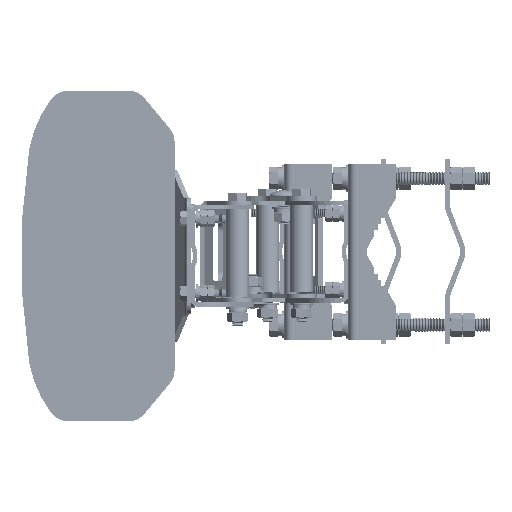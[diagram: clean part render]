
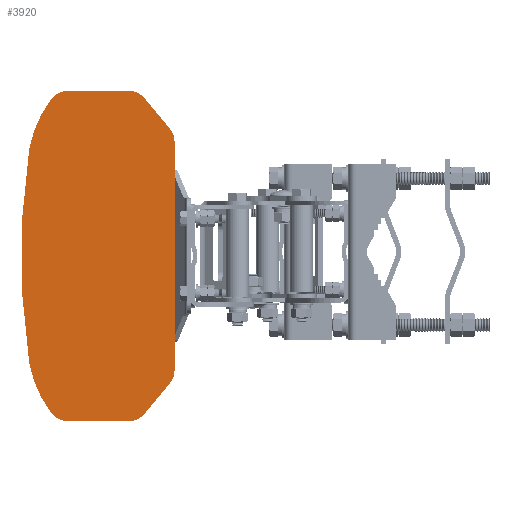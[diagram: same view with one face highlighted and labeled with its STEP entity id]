
A CAD part, left-side view. The second image highlights one B-rep face of the part: STEP entity #3920.
In plain terms, the highlighted planar face has unit normal (-1, 0, 0).
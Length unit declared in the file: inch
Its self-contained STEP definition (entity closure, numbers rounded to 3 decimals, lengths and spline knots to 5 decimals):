
#3920 = ADVANCED_FACE ( 'NONE', ( #65756 ), #63986, .T. ) ;
#11283 = ORIENTED_EDGE ( 'NONE', *, *, #20643, .F. ) ;
#11285 = ORIENTED_EDGE ( 'NONE', *, *, #20640, .F. ) ;
#11287 = ORIENTED_EDGE ( 'NONE', *, *, #20634, .F. ) ;
#11289 = ORIENTED_EDGE ( 'NONE', *, *, #20628, .F. ) ;
#11291 = ORIENTED_EDGE ( 'NONE', *, *, #20621, .F. ) ;
#11293 = ORIENTED_EDGE ( 'NONE', *, *, #20616, .F. ) ;
#11295 = ORIENTED_EDGE ( 'NONE', *, *, #20611, .F. ) ;
#11297 = ORIENTED_EDGE ( 'NONE', *, *, #20607, .F. ) ;
#11299 = ORIENTED_EDGE ( 'NONE', *, *, #20600, .F. ) ;
#11301 = ORIENTED_EDGE ( 'NONE', *, *, #20594, .F. ) ;
#11303 = ORIENTED_EDGE ( 'NONE', *, *, #20589, .F. ) ;
#11305 = ORIENTED_EDGE ( 'NONE', *, *, #20581, .F. ) ;
#11316 = ORIENTED_EDGE ( 'NONE', *, *, #20653, .F. ) ;
#12265 = ORIENTED_EDGE ( 'NONE', *, *, #20650, .F. ) ;
#20581 = EDGE_CURVE ( 'NONE', #23850, #23856, #87537, .T. ) ;
#20589 = EDGE_CURVE ( 'NONE', #23854, #23850, #87542, .T. ) ;
#20594 = EDGE_CURVE ( 'NONE', #23862, #23854, #87548, .T. ) ;
#20600 = EDGE_CURVE ( 'NONE', #23866, #23862, #87555, .T. ) ;
#20607 = EDGE_CURVE ( 'NONE', #23870, #23866, #87562, .T. ) ;
#20611 = EDGE_CURVE ( 'NONE', #23874, #23870, #87569, .T. ) ;
#20616 = EDGE_CURVE ( 'NONE', #23878, #23874, #87576, .T. ) ;
#20621 = EDGE_CURVE ( 'NONE', #23882, #23878, #87583, .T. ) ;
#20628 = EDGE_CURVE ( 'NONE', #23886, #23882, #87590, .T. ) ;
#20634 = EDGE_CURVE ( 'NONE', #23890, #23886, #87597, .T. ) ;
#20640 = EDGE_CURVE ( 'NONE', #23894, #23890, #87603, .T. ) ;
#20643 = EDGE_CURVE ( 'NONE', #23898, #23894, #87608, .T. ) ;
#20650 = EDGE_CURVE ( 'NONE', #23902, #23898, #87614, .T. ) ;
#20653 = EDGE_CURVE ( 'NONE', #23856, #23902, #87623, .T. ) ;
#23850 = VERTEX_POINT ( 'NONE', #54596 ) ;
#23854 = VERTEX_POINT ( 'NONE', #54598 ) ;
#23856 = VERTEX_POINT ( 'NONE', #54599 ) ;
#23862 = VERTEX_POINT ( 'NONE', #54602 ) ;
#23866 = VERTEX_POINT ( 'NONE', #54604 ) ;
#23870 = VERTEX_POINT ( 'NONE', #54606 ) ;
#23874 = VERTEX_POINT ( 'NONE', #54608 ) ;
#23878 = VERTEX_POINT ( 'NONE', #54610 ) ;
#23882 = VERTEX_POINT ( 'NONE', #54612 ) ;
#23886 = VERTEX_POINT ( 'NONE', #54614 ) ;
#23890 = VERTEX_POINT ( 'NONE', #54616 ) ;
#23894 = VERTEX_POINT ( 'NONE', #54618 ) ;
#23898 = VERTEX_POINT ( 'NONE', #54620 ) ;
#23902 = VERTEX_POINT ( 'NONE', #54622 ) ;
#46858 = EDGE_LOOP ( 'NONE', ( #11305, #11303, #11301, #11299, #11297, #11295, #11293, #11291, #11289, #11287, #11285, #11283, #12265, #11316 ) ) ;
#54596 = CARTESIAN_POINT ( 'NONE',  ( -61.8125, 1.02512, -5.41764 ) ) ;
#54598 = CARTESIAN_POINT ( 'NONE',  ( -61.8125, 0.17383, -4.3961 ) ) ;
#54599 = CARTESIAN_POINT ( 'NONE',  ( -61.8125, 1.60128, -5.6875 ) ) ;
#54602 = CARTESIAN_POINT ( 'NONE',  ( -61.8125, 0., -3.91596 ) ) ;
#54604 = CARTESIAN_POINT ( 'NONE',  ( -61.8125, 0., 3.91596 ) ) ;
#54606 = CARTESIAN_POINT ( 'NONE',  ( -61.8125, 0.17383, 4.3961 ) ) ;
#54608 = CARTESIAN_POINT ( 'NONE',  ( -61.8125, 1.02512, 5.41764 ) ) ;
#54610 = CARTESIAN_POINT ( 'NONE',  ( -61.8125, 1.60128, 5.6875 ) ) ;
#54612 = CARTESIAN_POINT ( 'NONE',  ( -61.8125, 3.65072, 5.6875 ) ) ;
#54614 = CARTESIAN_POINT ( 'NONE',  ( -61.8125, 4.24841, 5.39056 ) ) ;
#54616 = CARTESIAN_POINT ( 'NONE',  ( -61.8125, 5., 3.6875 ) ) ;
#54618 = CARTESIAN_POINT ( 'NONE',  ( -61.8125, 5., -3.6875 ) ) ;
#54620 = CARTESIAN_POINT ( 'NONE',  ( -61.8125, 4.24841, -5.39056 ) ) ;
#54622 = CARTESIAN_POINT ( 'NONE',  ( -61.8125, 3.65072, -5.6875 ) ) ;
#60940 = AXIS2_PLACEMENT_3D ( 'NONE', #64015, #64017, #64019 ) ;
#63060 = AXIS2_PLACEMENT_3D ( 'NONE', #86426, #86427, #86428 ) ;
#63062 = AXIS2_PLACEMENT_3D ( 'NONE', #86442, #86443, #86444 ) ;
#63064 = AXIS2_PLACEMENT_3D ( 'NONE', #86456, #86457, #86458 ) ;
#63066 = AXIS2_PLACEMENT_3D ( 'NONE', #86470, #86471, #86472 ) ;
#63068 = AXIS2_PLACEMENT_3D ( 'NONE', #86482, #86483, #86484 ) ;
#63070 = AXIS2_PLACEMENT_3D ( 'NONE', #86490, #86491, #86492 ) ;
#63072 = AXIS2_PLACEMENT_3D ( 'NONE', #86498, #86499, #86500 ) ;
#63074 = AXIS2_PLACEMENT_3D ( 'NONE', #86506, #86507, #86508 ) ;
#63076 = AXIS2_PLACEMENT_3D ( 'NONE', #86514, #86515, #86516 ) ;
#63986 = PLANE ( 'NONE',  #60940 ) ;
#64015 = CARTESIAN_POINT ( 'NONE',  ( -61.8125, 1.60128, -4.9375 ) ) ;
#64017 = DIRECTION ( 'NONE',  ( -1., 0., 0. ) ) ;
#64019 = DIRECTION ( 'NONE',  ( 0., 0., 1. ) ) ;
#65756 = FACE_OUTER_BOUND ( 'NONE', #46858, .T. ) ;
#86424 = CARTESIAN_POINT ( 'NONE',  ( -61.8125, 0.17383, -4.3961 ) ) ;
#86426 = CARTESIAN_POINT ( 'NONE',  ( -61.8125, 1.60128, -4.9375 ) ) ;
#86427 = DIRECTION ( 'NONE',  ( 1., 0., 0. ) ) ;
#86428 = DIRECTION ( 'NONE',  ( 0., 0., 1. ) ) ;
#86434 = DIRECTION ( 'NONE',  ( 0., 0.64, -0.768 ) ) ;
#86441 = CARTESIAN_POINT ( 'NONE',  ( -61.8125, 0., 3.91596 ) ) ;
#86442 = CARTESIAN_POINT ( 'NONE',  ( -61.8125, 0.75, -3.91596 ) ) ;
#86443 = DIRECTION ( 'NONE',  ( 1., 0., 0. ) ) ;
#86444 = DIRECTION ( 'NONE',  ( 0., 0., -1. ) ) ;
#86448 = DIRECTION ( 'NONE',  ( 0., 0., -1. ) ) ;
#86455 = CARTESIAN_POINT ( 'NONE',  ( -61.8125, 1.02512, 5.41764 ) ) ;
#86456 = CARTESIAN_POINT ( 'NONE',  ( -61.8125, 0.75, 3.91596 ) ) ;
#86457 = DIRECTION ( 'NONE',  ( 1., 0., 0. ) ) ;
#86458 = DIRECTION ( 'NONE',  ( 0., 0., -1. ) ) ;
#86462 = DIRECTION ( 'NONE',  ( 0., -0.64, -0.768 ) ) ;
#86469 = CARTESIAN_POINT ( 'NONE',  ( -61.8125, 3.65072, 5.6875 ) ) ;
#86470 = CARTESIAN_POINT ( 'NONE',  ( -61.8125, 1.60128, 4.9375 ) ) ;
#86471 = DIRECTION ( 'NONE',  ( 1., 0., 0. ) ) ;
#86472 = DIRECTION ( 'NONE',  ( 0., 0., -1. ) ) ;
#86476 = DIRECTION ( 'NONE',  ( 0., -1., 0. ) ) ;
#86482 = CARTESIAN_POINT ( 'NONE',  ( -61.8125, 3.65072, 4.9375 ) ) ;
#86483 = DIRECTION ( 'NONE',  ( 1., 0., 0. ) ) ;
#86484 = DIRECTION ( 'NONE',  ( 0., 0., 1. ) ) ;
#86490 = CARTESIAN_POINT ( 'NONE',  ( -61.8125, 1.03591, 2.95546 ) ) ;
#86491 = DIRECTION ( 'NONE',  ( 1., 0., 0. ) ) ;
#86492 = DIRECTION ( 'NONE',  ( 0., 0., 1. ) ) ;
#86498 = CARTESIAN_POINT ( 'NONE',  ( -61.8125, -19.03299, 0. ) ) ;
#86499 = DIRECTION ( 'NONE',  ( 1., 0., 0. ) ) ;
#86500 = DIRECTION ( 'NONE',  ( 0., 0., 1. ) ) ;
#86506 = CARTESIAN_POINT ( 'NONE',  ( -61.8125, 1.03591, -2.95546 ) ) ;
#86507 = DIRECTION ( 'NONE',  ( 1., 0., 0. ) ) ;
#86508 = DIRECTION ( 'NONE',  ( 0., 0., -1. ) ) ;
#86514 = CARTESIAN_POINT ( 'NONE',  ( -61.8125, 3.65072, -4.9375 ) ) ;
#86515 = DIRECTION ( 'NONE',  ( 1., 0., 0. ) ) ;
#86516 = DIRECTION ( 'NONE',  ( 0., 0., -1. ) ) ;
#86517 = CARTESIAN_POINT ( 'NONE',  ( -61.8125, 3.65072, -5.6875 ) ) ;
#86518 = DIRECTION ( 'NONE',  ( 0., 1., 0. ) ) ;
#87537 = CIRCLE ( 'NONE', #63060, 0.75 ) ;
#87542 = LINE ( 'NONE', #86424, #87553 ) ;
#87548 = CIRCLE ( 'NONE', #63062, 0.75 ) ;
#87553 = VECTOR ( 'NONE', #86434, 39.37008 ) ;
#87555 = LINE ( 'NONE', #86441, #87567 ) ;
#87562 = CIRCLE ( 'NONE', #63064, 0.75 ) ;
#87567 = VECTOR ( 'NONE', #86448, 39.37008 ) ;
#87569 = LINE ( 'NONE', #86455, #87580 ) ;
#87576 = CIRCLE ( 'NONE', #63066, 0.75 ) ;
#87580 = VECTOR ( 'NONE', #86462, 39.37008 ) ;
#87583 = LINE ( 'NONE', #86469, #87594 ) ;
#87590 = CIRCLE ( 'NONE', #63068, 0.75 ) ;
#87594 = VECTOR ( 'NONE', #86476, 39.37008 ) ;
#87597 = CIRCLE ( 'NONE', #63070, 4.03111 ) ;
#87603 = CIRCLE ( 'NONE', #63072, 24.31424 ) ;
#87608 = CIRCLE ( 'NONE', #63074, 4.03111 ) ;
#87614 = CIRCLE ( 'NONE', #63076, 0.75 ) ;
#87623 = LINE ( 'NONE', #86517, #87628 ) ;
#87628 = VECTOR ( 'NONE', #86518, 39.37008 ) ;
